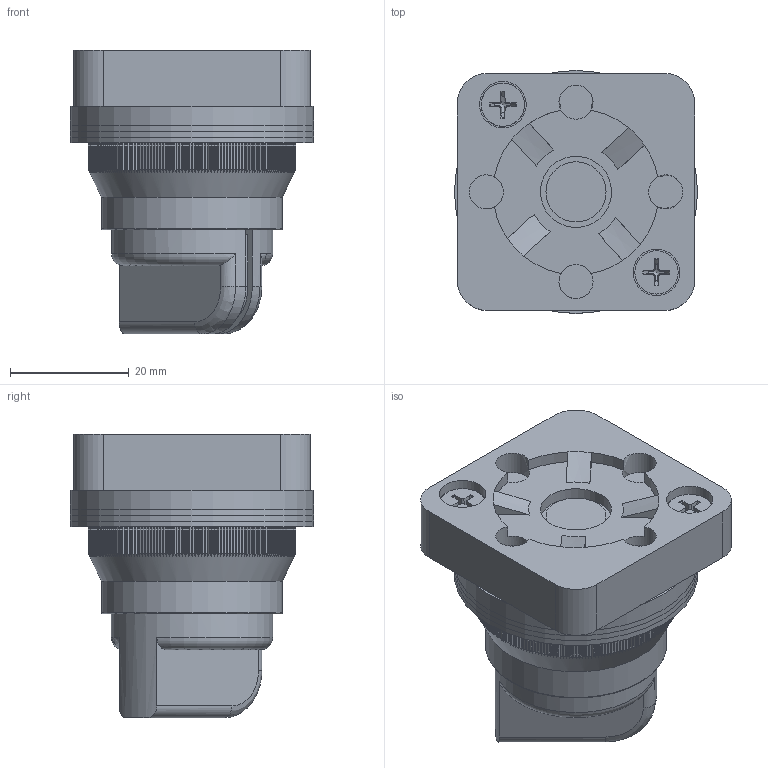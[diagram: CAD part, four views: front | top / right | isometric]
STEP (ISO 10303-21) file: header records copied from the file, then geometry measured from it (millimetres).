
FILE_DESCRIPTION((''),'2;1');
FILE_NAME('ASx-xPxx.stp','2007-11-20T09:20:30',('Philipp'),(''),'Autodesk Inventor 2008','Autodesk Inventor 2008','');
FILE_SCHEMA(('AUTOMOTIVE_DESIGN { 1 0 10303 214 1 1 1 1 }'));
Length unit declared in the file: millimetre
Products named in the file (6): ASx-xPxx; base; rubber_gasket_3mm; rubber_gasket_1mm; cap; DIN EN ISO 7046-1 H M3.5 x 8 - 4.8 - H
Assembly tree (8 placements, depth 2):
  ASx-xPxx
    base
    rubber_gasket_3mm
    rubber_gasket_1mm  x3
    cap
    DIN EN ISO 7046-1 H M3.5 x 8 - 4.8 - H  x2
Bounding box: 41 x 41 x 47.85 mm (x, y, z)
Volume: 38701.1 mm3; surface area: 21672.5 mm2
Topology: 8 solids, 8 shells, 787 faces, 2264 edges, 1502 vertices
Faces by surface type: plane 484, cylinder 248, cone 31, bspline 13, torus 11
Full cylindrical faces by diameter (mm): 3.132 x2, 3.5 x3, 5.75 x2, 7.3 x2, 7.85 x1, 10.15 x1, 12 x1, 27.5 x2, 30 x2, 30.5 x5, 31 x1, 41 x4
Entity records: 25123 total; most frequent: CARTESIAN_POINT 6070, ORIENTED_EDGE 4268, DIRECTION 3730, EDGE_CURVE 2134, VERTEX_POINT 1435, AXIS2_PLACEMENT_3D 1293, VECTOR 1144, LINE 1144
